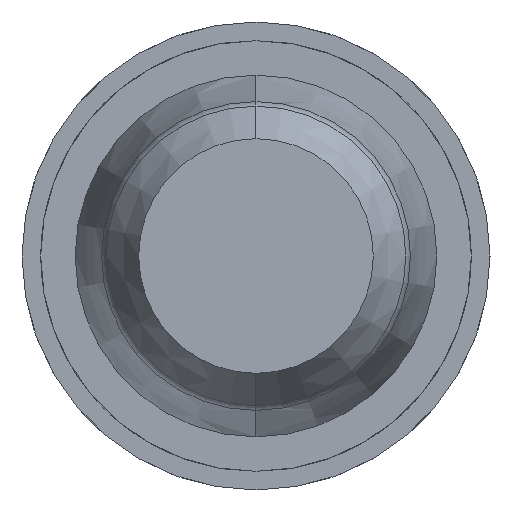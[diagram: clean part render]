
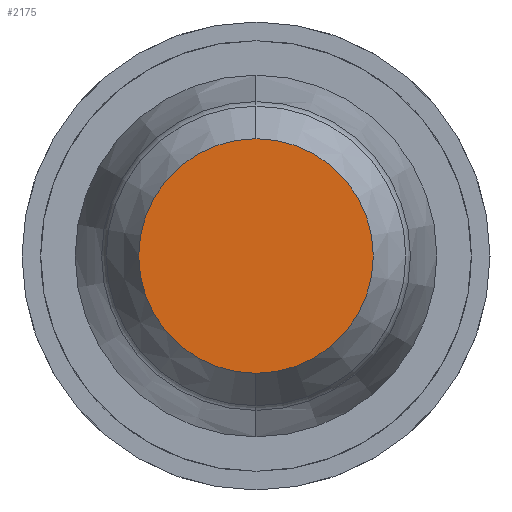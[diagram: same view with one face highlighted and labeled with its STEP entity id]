
A CAD part, front view. The second image highlights one B-rep face of the part: STEP entity #2175.
In plain terms, the highlighted planar face has unit normal (0, -1, 0).
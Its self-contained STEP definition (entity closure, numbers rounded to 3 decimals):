
#221 = CARTESIAN_POINT ( 'NONE',  ( 0., -30.5, 0. ) ) ;
#349 = DIRECTION ( 'NONE',  ( 0., 0., 1. ) ) ;
#399 = AXIS2_PLACEMENT_3D ( 'NONE', #1110, #1440, #349 ) ;
#595 = DIRECTION ( 'NONE',  ( 0., 0., 1. ) ) ;
#1110 = CARTESIAN_POINT ( 'NONE',  ( 0., -30.5, 0. ) ) ;
#1147 = CARTESIAN_POINT ( 'NONE',  ( 0., -30.5, -0.627 ) ) ;
#1158 = ORIENTED_EDGE ( 'NONE', *, *, #1574, .F. ) ;
#1440 = DIRECTION ( 'NONE',  ( 0., 1., 0. ) ) ;
#1442 = CARTESIAN_POINT ( 'NONE',  ( 0., -30.5, 0.627 ) ) ;
#1502 = EDGE_CURVE ( 'Defeature ausgef�hrt3_52+Defeature ausgef�hrt3_51+Defeature ausgef�hrt3_51+Defeature ausgef�hrt3_51', #2226, #4153, #2262, .T. ) ;
#1574 = EDGE_CURVE ( 'Defeature ausgef�hrt3_52+Defeature ausgef�hrt3_51+Defeature ausgef�hrt3_51+Defeature ausgef�hrt3_51', #4153, #2226, #1620, .T. ) ;
#1620 = CIRCLE ( 'NONE', #4529, 0.627 ) ;
#2084 = PLANE ( 'NONE',  #4401 ) ;
#2175 = ADVANCED_FACE ( 'Defeature ausgef�hrt3_51', ( #3381 ), #2084, .F. ) ;
#2226 = VERTEX_POINT ( 'NONE', #1442 ) ;
#2262 = CIRCLE ( 'NONE', #399, 0.627 ) ;
#2468 = EDGE_LOOP ( 'NONE', ( #4016, #1158 ) ) ;
#2548 = DIRECTION ( 'NONE',  ( 0., 0., 1. ) ) ;
#2616 = CARTESIAN_POINT ( 'NONE',  ( 0., -30.5, 0. ) ) ;
#3381 = FACE_OUTER_BOUND ( 'NONE', #2468, .T. ) ;
#4016 = ORIENTED_EDGE ( 'NONE', *, *, #1502, .F. ) ;
#4124 = DIRECTION ( 'NONE',  ( 0., 1., 0. ) ) ;
#4153 = VERTEX_POINT ( 'NONE', #1147 ) ;
#4401 = AXIS2_PLACEMENT_3D ( 'NONE', #221, #4723, #595 ) ;
#4529 = AXIS2_PLACEMENT_3D ( 'NONE', #2616, #4124, #2548 ) ;
#4723 = DIRECTION ( 'NONE',  ( 0., 1., 0. ) ) ;
